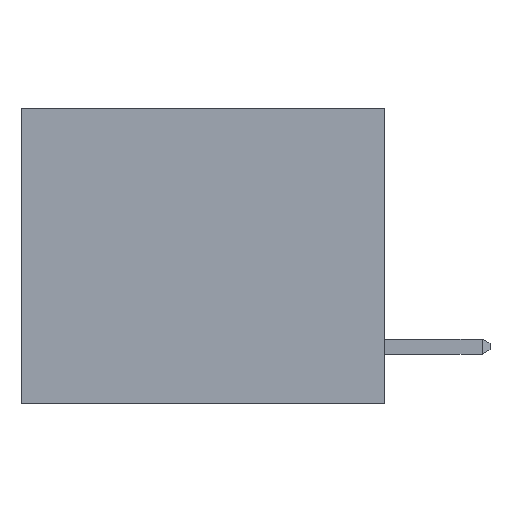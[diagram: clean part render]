
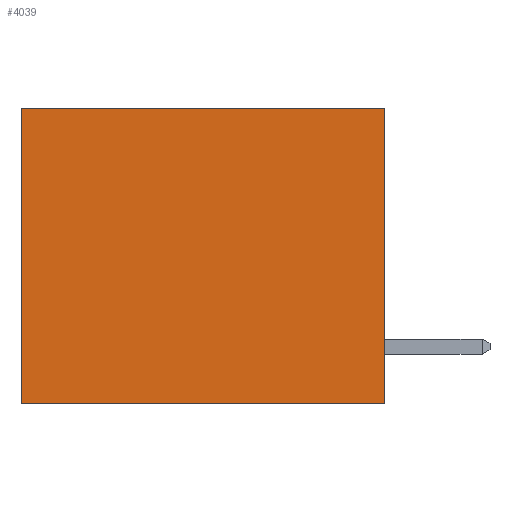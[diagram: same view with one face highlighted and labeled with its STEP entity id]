
A CAD part, left-side view. The second image highlights one B-rep face of the part: STEP entity #4039.
In plain terms, the highlighted planar face has unit normal (-1, 0, 0).
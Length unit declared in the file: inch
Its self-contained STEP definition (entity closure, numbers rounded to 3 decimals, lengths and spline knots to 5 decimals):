
#115 = AXIS2_PLACEMENT_3D ( 'NONE', #3469, #6055, #180 ) ;
#180 = DIRECTION ( 'NONE',  ( 0., 0., -1. ) ) ;
#400 = CARTESIAN_POINT ( 'NONE',  ( 0.3165, 0.6, -0.49 ) ) ;
#424 = ORIENTED_EDGE ( 'NONE', *, *, #2246, .F. ) ;
#676 = VECTOR ( 'NONE', #2345, 39.37008 ) ;
#734 = VECTOR ( 'NONE', #4807, 39.37008 ) ;
#820 = DIRECTION ( 'NONE',  ( 0., 1., 0. ) ) ;
#1080 = CARTESIAN_POINT ( 'NONE',  ( 0.3165, 0., 0. ) ) ;
#1393 = EDGE_LOOP ( 'NONE', ( #6383, #424, #6485, #5710 ) ) ;
#1531 = LINE ( 'NONE', #8051, #6711 ) ;
#1535 = CARTESIAN_POINT ( 'NONE',  ( 0.3165, 0.6, -0.49 ) ) ;
#1839 = VECTOR ( 'NONE', #5577, 39.37008 ) ;
#2052 = CARTESIAN_POINT ( 'NONE',  ( 0.3165, 0., -0.49 ) ) ;
#2246 = EDGE_CURVE ( 'NONE', #4132, #6738, #7774, .T. ) ;
#2345 = DIRECTION ( 'NONE',  ( 0., 0., -1. ) ) ;
#2361 = EDGE_CURVE ( 'NONE', #5186, #6738, #6668, .T. ) ;
#2418 = CARTESIAN_POINT ( 'NONE',  ( 0.3165, 0.6, 0. ) ) ;
#2914 = EDGE_CURVE ( 'NONE', #5222, #5186, #1531, .T. ) ;
#2975 = LINE ( 'NONE', #7488, #1839 ) ;
#3469 = CARTESIAN_POINT ( 'NONE',  ( 0.3165, 0., -0.49 ) ) ;
#3903 = FACE_OUTER_BOUND ( 'NONE', #1393, .T. ) ;
#4039 = ADVANCED_FACE ( 'NONE', ( #3903 ), #6134, .F. ) ;
#4132 = VERTEX_POINT ( 'NONE', #2052 ) ;
#4283 = EDGE_CURVE ( 'NONE', #5222, #4132, #2975, .T. ) ;
#4807 = DIRECTION ( 'NONE',  ( 0., 1., 0. ) ) ;
#5186 = VERTEX_POINT ( 'NONE', #2418 ) ;
#5222 = VERTEX_POINT ( 'NONE', #1080 ) ;
#5476 = CARTESIAN_POINT ( 'NONE',  ( 0.3165, 0., -0.49 ) ) ;
#5577 = DIRECTION ( 'NONE',  ( 0., 0., -1. ) ) ;
#5710 = ORIENTED_EDGE ( 'NONE', *, *, #2914, .T. ) ;
#6055 = DIRECTION ( 'NONE',  ( 1., 0., 0. ) ) ;
#6134 = PLANE ( 'NONE',  #115 ) ;
#6383 = ORIENTED_EDGE ( 'NONE', *, *, #2361, .T. ) ;
#6485 = ORIENTED_EDGE ( 'NONE', *, *, #4283, .F. ) ;
#6668 = LINE ( 'NONE', #1535, #676 ) ;
#6711 = VECTOR ( 'NONE', #820, 39.37008 ) ;
#6738 = VERTEX_POINT ( 'NONE', #400 ) ;
#7488 = CARTESIAN_POINT ( 'NONE',  ( 0.3165, 0., -0.49 ) ) ;
#7774 = LINE ( 'NONE', #5476, #734 ) ;
#8051 = CARTESIAN_POINT ( 'NONE',  ( 0.3165, 0., 0. ) ) ;
